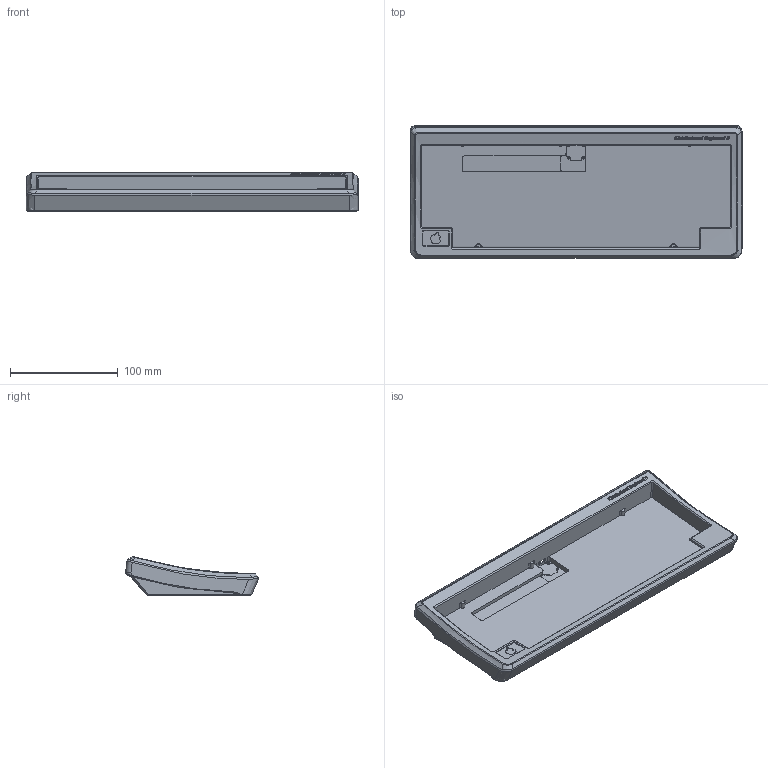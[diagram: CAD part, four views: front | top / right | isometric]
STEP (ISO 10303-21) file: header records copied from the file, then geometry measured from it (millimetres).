
FILE_DESCRIPTION(/* description */ (''),/* implementation_level */ '2;1');
FILE_NAME(/* name */ 'KRKII_v3.step',/* time_stamp */ '2022-09-29T01:42:45-04:00',/* author */ (''),/* organization */ (''),/* preprocessor_version */ 'ST-DEVELOPER v19',/* originating_system */ 'Autodesk Translation Framework v11.7.0.108',/* authorisation */ '');
FILE_SCHEMA (('AUTOMOTIVE_DESIGN { 1 0 10303 214 3 1 1 }'));
Length unit declared in the file: metre
Products named in the file (1): KRKII
Bounding box: 307.7 x 122.98 x 35.99 mm (x, y, z)
Volume: 419679.7 mm3; surface area: 108014 mm2
Topology: 1 solids, 1 shells, 847 faces, 2344 edges, 1540 vertices
Faces by surface type: bspline 587, plane 189, cylinder 67, cone 4
Full cylindrical faces by diameter (mm): 1.6 x4, 8.3 x4
Entity records: 36192 total; most frequent: CARTESIAN_POINT 18614, ORIENTED_EDGE 4680, EDGE_CURVE 2340, DIRECTION 1740, VERTEX_POINT 1540, B_SPLINE_CURVE_WITH_KNOTS 1242, LINE 978, VECTOR 978
